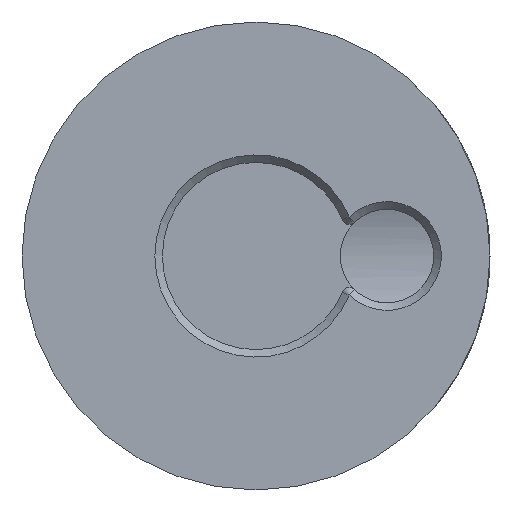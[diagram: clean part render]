
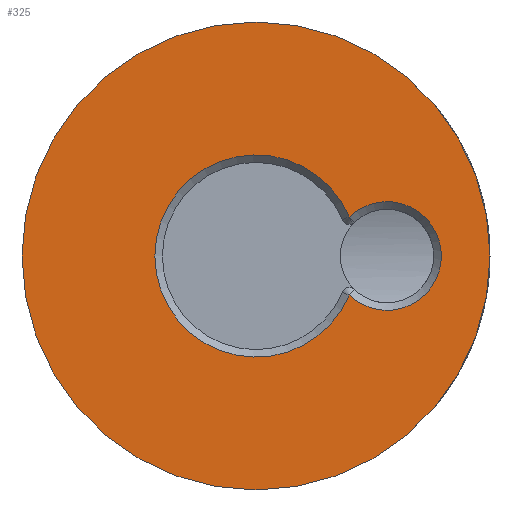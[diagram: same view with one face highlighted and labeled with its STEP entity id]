
A CAD part, left-side view. The second image highlights one B-rep face of the part: STEP entity #325.
In plain terms, the highlighted planar face has unit normal (-1, 0, 0).
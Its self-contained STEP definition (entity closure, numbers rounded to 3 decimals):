
#15=FACE_BOUND('',#75,.T.);
#20=PLANE('',#376);
#27=CIRCLE('',#363,5.4);
#30=CIRCLE('',#367,2.9);
#35=CIRCLE('',#377,12.5);
#55=FACE_OUTER_BOUND('',#74,.T.);
#74=EDGE_LOOP('',(#244));
#75=EDGE_LOOP('',(#245,#246));
#143=VERTEX_POINT('',#573);
#146=VERTEX_POINT('',#578);
#153=VERTEX_POINT('',#605);
#176=EDGE_CURVE('',#146,#143,#27,.T.);
#181=EDGE_CURVE('',#143,#146,#30,.T.);
#189=EDGE_CURVE('',#153,#153,#35,.T.);
#244=ORIENTED_EDGE('',*,*,#189,.F.);
#245=ORIENTED_EDGE('',*,*,#176,.F.);
#246=ORIENTED_EDGE('',*,*,#181,.F.);
#325=ADVANCED_FACE('',(#55,#15),#20,.T.);
#363=AXIS2_PLACEMENT_3D('',#580,#408,#409);
#367=AXIS2_PLACEMENT_3D('',#589,#418,#419);
#376=AXIS2_PLACEMENT_3D('',#604,#439,#440);
#377=AXIS2_PLACEMENT_3D('',#606,#441,#442);
#408=DIRECTION('center_axis',(-1.,0.,0.));
#409=DIRECTION('ref_axis',(0.,0.,1.));
#418=DIRECTION('center_axis',(-1.,0.,0.));
#419=DIRECTION('ref_axis',(0.,0.,1.));
#439=DIRECTION('center_axis',(-1.,0.,0.));
#440=DIRECTION('ref_axis',(0.,0.,1.));
#441=DIRECTION('center_axis',(1.,0.,0.));
#442=DIRECTION('ref_axis',(0.,1.,0.));
#573=CARTESIAN_POINT('',(40.,-4.982,-2.083));
#578=CARTESIAN_POINT('',(40.,-4.982,2.083));
#580=CARTESIAN_POINT('Origin',(40.,0.,0.));
#589=CARTESIAN_POINT('Origin',(40.,-7.,0.));
#604=CARTESIAN_POINT('Origin',(40.,0.,0.));
#605=CARTESIAN_POINT('',(40.,-12.5,0.));
#606=CARTESIAN_POINT('Origin',(40.,0.,0.));
